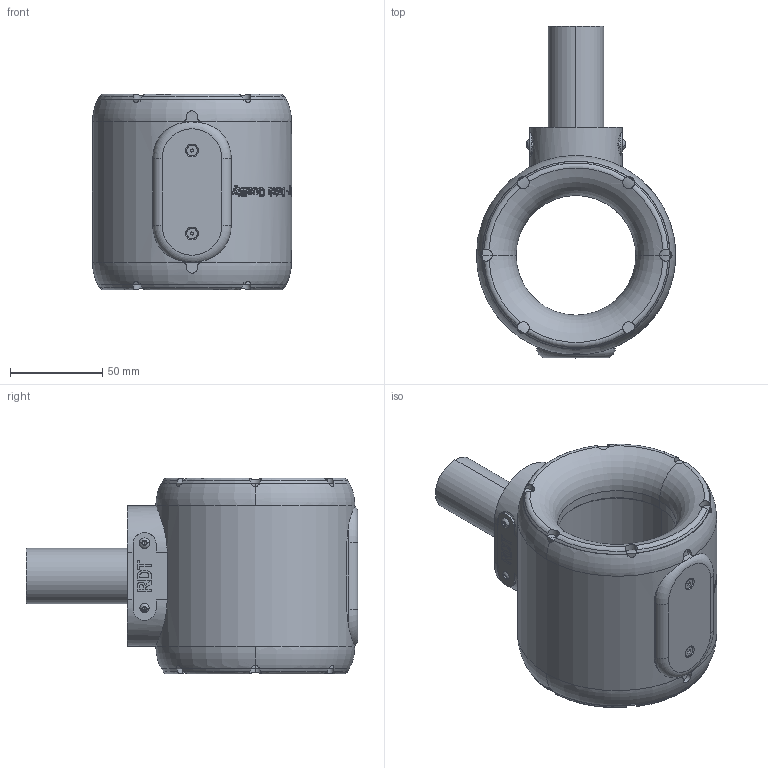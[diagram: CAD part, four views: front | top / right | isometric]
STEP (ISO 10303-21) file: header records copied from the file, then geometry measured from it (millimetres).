
FILE_DESCRIPTION (( 'STEP AP214' ), '1' );
FILE_NAME ('P-065-030-rev-B-TH.STEP', '2021-05-31T10:24:57', ( '' ), ( '' ), 'SwSTEP 2.0', 'SolidWorks 2021', '' );
FILE_SCHEMA (( 'AUTOMOTIVE_DESIGN' ));
Length unit declared in the file: millimetre
Products named in the file (1): P-065-030-rev-B-TH
Bounding box: 108 x 180.01 x 106.17 mm (x, y, z)
Volume: 652763.1 mm3; surface area: 97330.2 mm2
Topology: 1 solids, 16 shells, 1214 faces, 3121 edges, 2000 vertices
Faces by surface type: plane 470, bspline 293, cylinder 274, torus 105, cone 63, sphere 9
Entity records: 82616 total; most frequent: CARTESIAN_POINT 47279, ORIENTED_EDGE 6186, DIRECTION 4471, EDGE_CURVE 3093, VERTEX_POINT 2000, AXIS2_PLACEMENT_3D 1726, EDGE_LOOP 1335, B_SPLINE_CURVE_WITH_KNOTS 1256
